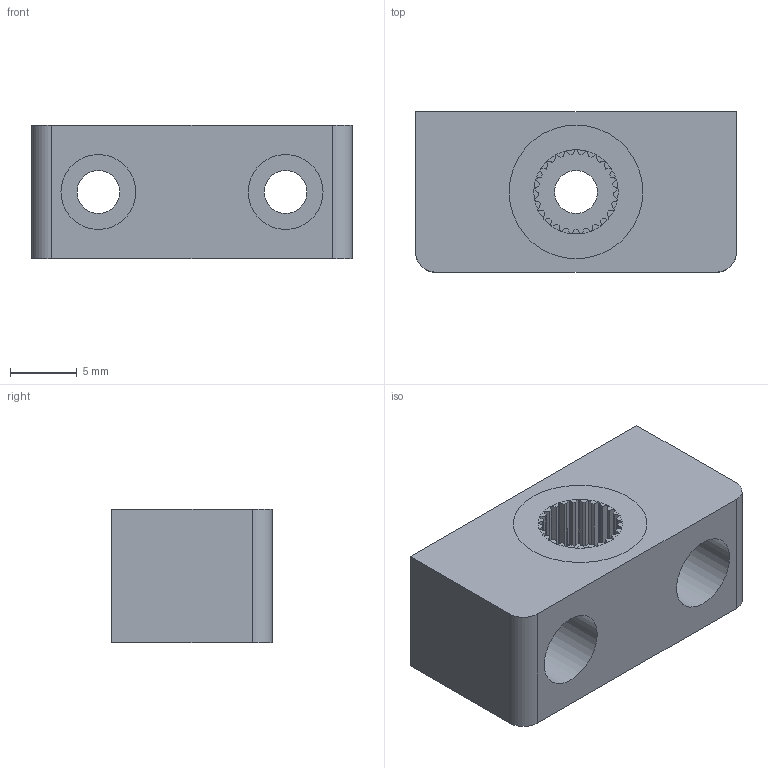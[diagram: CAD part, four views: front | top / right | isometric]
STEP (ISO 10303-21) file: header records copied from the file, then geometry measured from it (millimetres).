
FILE_DESCRIPTION(('FreeCAD Model'),'2;1');
FILE_NAME('Interface_Pivot.step','2015-11-25T22:41:06',('Author'),(''), 'Open CASCADE STEP processor 6.8','FreeCAD','Unknown');
FILE_SCHEMA(('AUTOMOTIVE_DESIGN_CC2 { 1 2 10303 214 -1 1 5 4 }'));
Length unit declared in the file: millimetre
Products named in the file (2): ASSEMBLY; Pocket001
Assembly tree (1 placements, depth 2):
  ASSEMBLY
    Pocket001
Bounding box: 24 x 12 x 10 mm (x, y, z)
Volume: 2237.8 mm3; surface area: 1768.7 mm2
Topology: 1 solids, 1 shells, 145 faces, 364 edges, 227 vertices
Faces by surface type: plane 112, cylinder 33
Full cylindrical faces by diameter (mm): 3.2 x3, 5.6 x2, 6.3 x1
Entity records: 9155 total; most frequent: CARTESIAN_POINT 1658, DIRECTION 1448, LINE 876, VECTOR 876, ORIENTED_EDGE 728, PCURVE 728, DEFINITIONAL_REPRESENTATION 728, EDGE_CURVE 364
